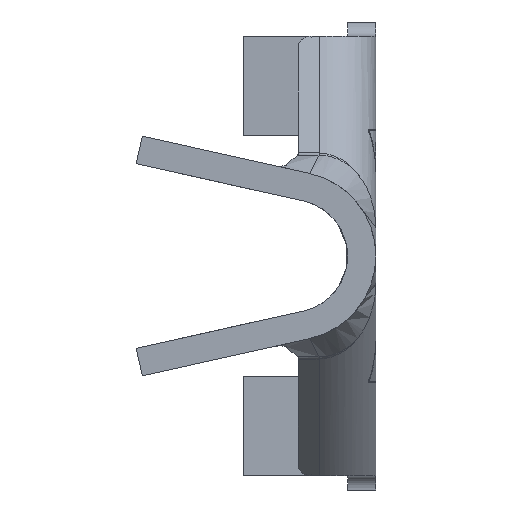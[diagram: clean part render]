
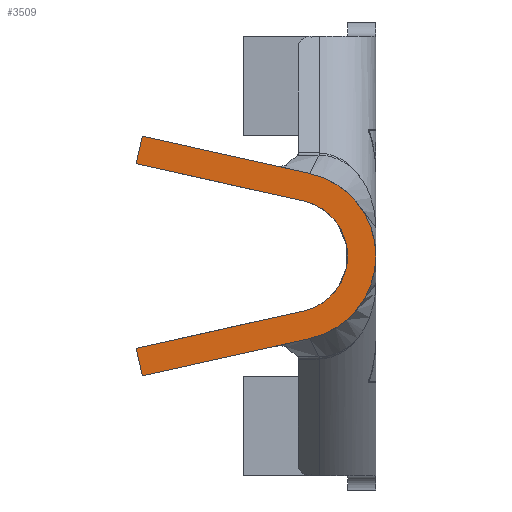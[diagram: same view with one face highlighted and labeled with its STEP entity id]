
A CAD part, left-side view. The second image highlights one B-rep face of the part: STEP entity #3509.
In plain terms, the highlighted planar face has unit normal (-1, 0, 0).
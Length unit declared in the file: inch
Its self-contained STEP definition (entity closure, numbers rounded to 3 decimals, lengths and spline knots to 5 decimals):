
#19 = FACE_OUTER_BOUND ( 'NONE', #5689, .T. ) ;
#106 = VERTEX_POINT ( 'NONE', #2968 ) ;
#603 = DIRECTION ( 'NONE',  ( 0., 0.976, 0.217 ) ) ;
#736 = ORIENTED_EDGE ( 'NONE', *, *, #2887, .F. ) ;
#786 = VECTOR ( 'NONE', #903, 39.37008 ) ;
#903 = DIRECTION ( 'NONE',  ( 0., -0.976, 0.217 ) ) ;
#1014 = DIRECTION ( 'NONE',  ( 0., 0., -1. ) ) ;
#1471 = LINE ( 'NONE', #3843, #7606 ) ;
#1472 = DIRECTION ( 'NONE',  ( 0., 0.976, -0.217 ) ) ;
#1489 = VERTEX_POINT ( 'NONE', #5029 ) ;
#1586 = DIRECTION ( 'NONE',  ( 0., -0.976, -0.217 ) ) ;
#1814 = EDGE_CURVE ( 'NONE', #2402, #106, #4425, .T. ) ;
#1829 = DIRECTION ( 'NONE',  ( 0., 0., -1. ) ) ;
#1958 = VERTEX_POINT ( 'NONE', #3457 ) ;
#2202 = VERTEX_POINT ( 'NONE', #2426 ) ;
#2328 = CARTESIAN_POINT ( 'NONE',  ( -0.439, 0.17, -0.06548 ) ) ;
#2400 = PLANE ( 'NONE',  #3624 ) ;
#2402 = VERTEX_POINT ( 'NONE', #7098 ) ;
#2403 = CARTESIAN_POINT ( 'NONE',  ( -0.439, 0.06, 0. ) ) ;
#2413 = CIRCLE ( 'NONE', #6767, 0.04 ) ;
#2426 = CARTESIAN_POINT ( 'NONE',  ( -0.439, 0.04696, 0.05857 ) ) ;
#2506 = ORIENTED_EDGE ( 'NONE', *, *, #6349, .F. ) ;
#2887 = EDGE_CURVE ( 'NONE', #3865, #1958, #2413, .T. ) ;
#2915 = VECTOR ( 'NONE', #1586, 39.37008 ) ;
#2968 = CARTESIAN_POINT ( 'NONE',  ( -0.439, 0.16565, -0.085 ) ) ;
#3457 = CARTESIAN_POINT ( 'NONE',  ( -0.439, 0.0513, 0.03904 ) ) ;
#3487 = CARTESIAN_POINT ( 'NONE',  ( -0.439, 0.16565, 0.085 ) ) ;
#3509 = ADVANCED_FACE ( 'NONE', ( #19 ), #2400, .F. ) ;
#3567 = LINE ( 'NONE', #5929, #7484 ) ;
#3624 = AXIS2_PLACEMENT_3D ( 'NONE', #4767, #7142, #1829 ) ;
#3629 = AXIS2_PLACEMENT_3D ( 'NONE', #2403, #4769, #7144 ) ;
#3843 = CARTESIAN_POINT ( 'NONE',  ( -0.439, 0.17, 0.06548 ) ) ;
#3864 = LINE ( 'NONE', #6234, #786 ) ;
#3865 = VERTEX_POINT ( 'NONE', #5188 ) ;
#3926 = VERTEX_POINT ( 'NONE', #3487 ) ;
#3974 = CARTESIAN_POINT ( 'NONE',  ( -0.439, 0.06, 0. ) ) ;
#4020 = VECTOR ( 'NONE', #4690, 39.37008 ) ;
#4228 = EDGE_CURVE ( 'NONE', #2202, #2402, #6988, .T. ) ;
#4365 = EDGE_CURVE ( 'NONE', #1489, #3926, #1471, .T. ) ;
#4425 = LINE ( 'NONE', #6800, #6271 ) ;
#4526 = ORIENTED_EDGE ( 'NONE', *, *, #5504, .F. ) ;
#4536 = LINE ( 'NONE', #6909, #2915 ) ;
#4552 = ORIENTED_EDGE ( 'NONE', *, *, #4228, .F. ) ;
#4690 = DIRECTION ( 'NONE',  ( 0., 0.217, 0.976 ) ) ;
#4767 = CARTESIAN_POINT ( 'NONE',  ( -0.439, 0.06, 0. ) ) ;
#4769 = DIRECTION ( 'NONE',  ( 1., 0., 0. ) ) ;
#5029 = CARTESIAN_POINT ( 'NONE',  ( -0.439, 0.17, 0.06548 ) ) ;
#5138 = ORIENTED_EDGE ( 'NONE', *, *, #1814, .F. ) ;
#5181 = ORIENTED_EDGE ( 'NONE', *, *, #4365, .F. ) ;
#5188 = CARTESIAN_POINT ( 'NONE',  ( -0.439, 0.0513, -0.03904 ) ) ;
#5202 = ORIENTED_EDGE ( 'NONE', *, *, #6894, .F. ) ;
#5273 = CARTESIAN_POINT ( 'NONE',  ( -0.439, 0.17, -0.06548 ) ) ;
#5371 = ORIENTED_EDGE ( 'NONE', *, *, #5802, .F. ) ;
#5504 = EDGE_CURVE ( 'NONE', #1958, #1489, #3567, .T. ) ;
#5689 = EDGE_LOOP ( 'NONE', ( #4552, #5202, #5181, #4526, #736, #2506, #5371, #5138 ) ) ;
#5802 = EDGE_CURVE ( 'NONE', #106, #7317, #7644, .T. ) ;
#5929 = CARTESIAN_POINT ( 'NONE',  ( -0.439, 0.0513, 0.03904 ) ) ;
#6209 = DIRECTION ( 'NONE',  ( 0., -0.217, 0.976 ) ) ;
#6234 = CARTESIAN_POINT ( 'NONE',  ( -0.439, 0.0513, -0.03904 ) ) ;
#6271 = VECTOR ( 'NONE', #1472, 39.37008 ) ;
#6344 = DIRECTION ( 'NONE',  ( -1., 0., 0. ) ) ;
#6349 = EDGE_CURVE ( 'NONE', #7317, #3865, #3864, .T. ) ;
#6767 = AXIS2_PLACEMENT_3D ( 'NONE', #3974, #6344, #1014 ) ;
#6800 = CARTESIAN_POINT ( 'NONE',  ( -0.439, 0.04696, -0.05857 ) ) ;
#6894 = EDGE_CURVE ( 'NONE', #3926, #2202, #4536, .T. ) ;
#6909 = CARTESIAN_POINT ( 'NONE',  ( -0.439, 0.04696, 0.05857 ) ) ;
#6988 = CIRCLE ( 'NONE', #3629, 0.06 ) ;
#7098 = CARTESIAN_POINT ( 'NONE',  ( -0.439, 0.04696, -0.05857 ) ) ;
#7142 = DIRECTION ( 'NONE',  ( 1., 0., 0. ) ) ;
#7144 = DIRECTION ( 'NONE',  ( 0., 0., -1. ) ) ;
#7317 = VERTEX_POINT ( 'NONE', #5273 ) ;
#7484 = VECTOR ( 'NONE', #603, 39.37008 ) ;
#7606 = VECTOR ( 'NONE', #6209, 39.37008 ) ;
#7644 = LINE ( 'NONE', #2328, #4020 ) ;
